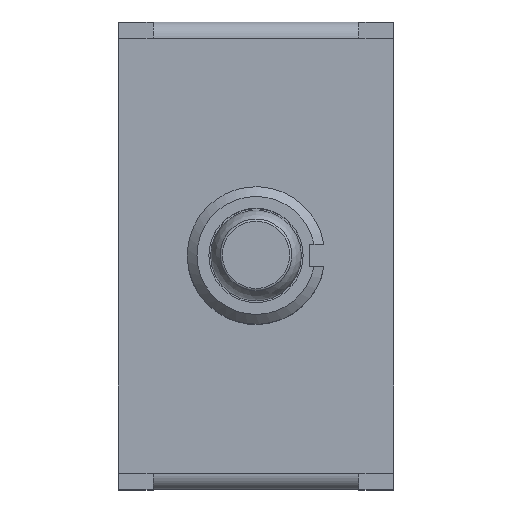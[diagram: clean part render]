
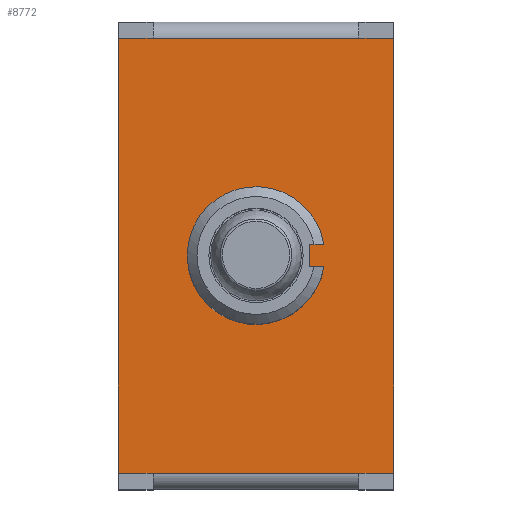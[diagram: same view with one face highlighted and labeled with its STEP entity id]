
A CAD part, top view. The second image highlights one B-rep face of the part: STEP entity #8772.
In plain terms, the highlighted planar face has unit normal (0, 0, 1).
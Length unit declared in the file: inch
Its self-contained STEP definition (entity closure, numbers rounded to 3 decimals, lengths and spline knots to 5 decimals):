
#359=FACE_BOUND('',#3195,.T.);
#387=LINE('',#12613,#1367);
#391=LINE('',#12623,#1371);
#393=LINE('',#12626,#1373);
#394=LINE('',#12632,#1374);
#395=LINE('',#12634,#1375);
#396=LINE('',#12636,#1376);
#397=LINE('',#12638,#1377);
#398=LINE('',#12640,#1378);
#399=LINE('',#12642,#1379);
#400=LINE('',#12644,#1380);
#401=LINE('',#12645,#1381);
#1367=VECTOR('',#10095,0.3937);
#1371=VECTOR('',#10105,0.3937);
#1373=VECTOR('',#10109,0.3937);
#1374=VECTOR('',#10116,0.3937);
#1375=VECTOR('',#10117,0.3937);
#1376=VECTOR('',#10118,0.3937);
#1377=VECTOR('',#10119,0.3937);
#1378=VECTOR('',#10120,0.3937);
#1379=VECTOR('',#10121,0.3937);
#1380=VECTOR('',#10122,0.3937);
#1381=VECTOR('',#10123,0.3937);
#2347=PLANE('',#9325);
#2666=FACE_OUTER_BOUND('',#3194,.T.);
#3194=EDGE_LOOP('',(#6140,#6141,#6142,#6143,#6144,#6145,#6146,#6147));
#3195=EDGE_LOOP('',(#6148,#6149,#6150,#6151));
#3742=CIRCLE('',#9324,0.125);
#3960=VERTEX_POINT('',#12610);
#3961=VERTEX_POINT('',#12612);
#3963=VERTEX_POINT('',#12620);
#3964=VERTEX_POINT('',#12622);
#3965=VERTEX_POINT('',#12630);
#3966=VERTEX_POINT('',#12631);
#3967=VERTEX_POINT('',#12633);
#3968=VERTEX_POINT('',#12635);
#3969=VERTEX_POINT('',#12637);
#3970=VERTEX_POINT('',#12639);
#3971=VERTEX_POINT('',#12641);
#3972=VERTEX_POINT('',#12643);
#4791=EDGE_CURVE('',#3961,#3960,#387,.T.);
#4796=EDGE_CURVE('',#3964,#3963,#391,.T.);
#4798=EDGE_CURVE('',#3963,#3961,#393,.T.);
#4799=EDGE_CURVE('',#3960,#3964,#3742,.T.);
#4800=EDGE_CURVE('',#3965,#3966,#394,.T.);
#4801=EDGE_CURVE('',#3965,#3967,#395,.T.);
#4802=EDGE_CURVE('',#3967,#3968,#396,.T.);
#4803=EDGE_CURVE('',#3969,#3968,#397,.T.);
#4804=EDGE_CURVE('',#3969,#3970,#398,.T.);
#4805=EDGE_CURVE('',#3970,#3971,#399,.T.);
#4806=EDGE_CURVE('',#3971,#3972,#400,.T.);
#4807=EDGE_CURVE('',#3966,#3972,#401,.T.);
#6140=ORIENTED_EDGE('',*,*,#4800,.F.);
#6141=ORIENTED_EDGE('',*,*,#4801,.T.);
#6142=ORIENTED_EDGE('',*,*,#4802,.T.);
#6143=ORIENTED_EDGE('',*,*,#4803,.F.);
#6144=ORIENTED_EDGE('',*,*,#4804,.T.);
#6145=ORIENTED_EDGE('',*,*,#4805,.T.);
#6146=ORIENTED_EDGE('',*,*,#4806,.T.);
#6147=ORIENTED_EDGE('',*,*,#4807,.F.);
#6148=ORIENTED_EDGE('',*,*,#4796,.T.);
#6149=ORIENTED_EDGE('',*,*,#4798,.T.);
#6150=ORIENTED_EDGE('',*,*,#4791,.T.);
#6151=ORIENTED_EDGE('',*,*,#4799,.T.);
#8772=ADVANCED_FACE('',(#2666,#359),#2347,.T.);
#9324=AXIS2_PLACEMENT_3D('',#12628,#10112,#10113);
#9325=AXIS2_PLACEMENT_3D('',#12629,#10114,#10115);
#10095=DIRECTION('',(1.,0.,0.));
#10105=DIRECTION('',(-1.,0.,0.));
#10109=DIRECTION('',(0.,-1.,0.));
#10112=DIRECTION('center_axis',(0.,0.,-1.));
#10113=DIRECTION('ref_axis',(0.987,0.161,0.));
#10114=DIRECTION('center_axis',(0.,0.,1.));
#10115=DIRECTION('ref_axis',(1.,0.,0.));
#10116=DIRECTION('',(-1.,0.,0.));
#10117=DIRECTION('',(1.,0.,0.));
#10118=DIRECTION('',(0.,1.,0.));
#10119=DIRECTION('',(1.,0.,0.));
#10120=DIRECTION('',(-1.,0.,0.));
#10121=DIRECTION('',(-1.,0.,0.));
#10122=DIRECTION('',(0.,-1.,0.));
#10123=DIRECTION('',(-1.,0.,0.));
#12610=CARTESIAN_POINT('',(0.12338,-0.02008,0.41496));
#12612=CARTESIAN_POINT('',(0.09705,-0.02008,0.41496));
#12613=CARTESIAN_POINT('',(0.04852,-0.02008,0.41496));
#12620=CARTESIAN_POINT('',(0.09705,0.02008,0.41496));
#12622=CARTESIAN_POINT('',(0.12338,0.02008,0.41496));
#12623=CARTESIAN_POINT('',(0.06169,0.02008,0.41496));
#12626=CARTESIAN_POINT('',(0.09705,0.20758,0.41496));
#12628=CARTESIAN_POINT('Origin',(0.,0.,
0.41496));
#12629=CARTESIAN_POINT('Origin',(0.,0.39508,
0.41496));
#12630=CARTESIAN_POINT('',(0.18701,-0.39508,0.41496));
#12631=CARTESIAN_POINT('',(-0.18701,-0.39508,0.41496));
#12632=CARTESIAN_POINT('',(0.,-0.39508,0.41496));
#12633=CARTESIAN_POINT('',(0.25,-0.39508,0.41496));
#12634=CARTESIAN_POINT('',(0.18701,-0.39508,0.41496));
#12635=CARTESIAN_POINT('',(0.25,0.39508,0.41496));
#12636=CARTESIAN_POINT('',(0.25,0.39508,0.41496));
#12637=CARTESIAN_POINT('',(0.18701,0.39508,0.41496));
#12638=CARTESIAN_POINT('',(0.18701,0.39508,0.41496));
#12639=CARTESIAN_POINT('',(-0.18701,0.39508,0.41496));
#12640=CARTESIAN_POINT('',(0.,0.39508,0.41496));
#12641=CARTESIAN_POINT('',(-0.25,0.39508,0.41496));
#12642=CARTESIAN_POINT('',(-0.18701,0.39508,0.41496));
#12643=CARTESIAN_POINT('',(-0.25,-0.39508,0.41496));
#12644=CARTESIAN_POINT('',(-0.25,-0.39508,0.41496));
#12645=CARTESIAN_POINT('',(-0.18701,-0.39508,0.41496));
